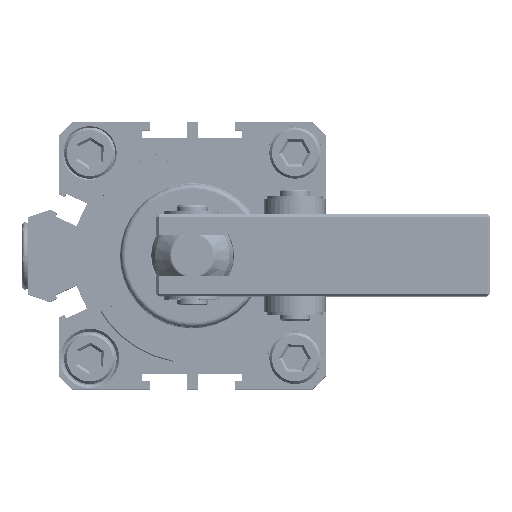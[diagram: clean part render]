
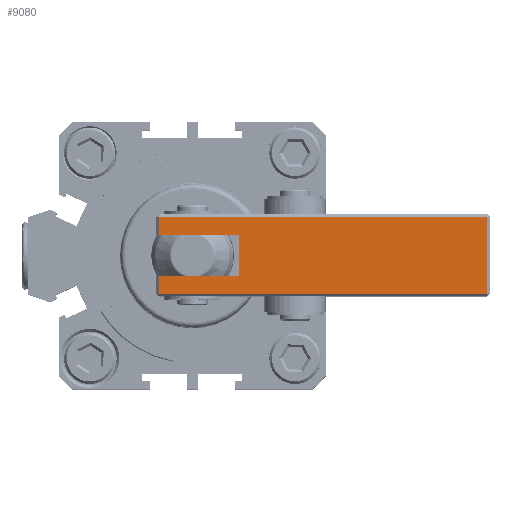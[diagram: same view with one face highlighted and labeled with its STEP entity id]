
A CAD part, top view. The second image highlights one B-rep face of the part: STEP entity #9080.
In plain terms, the highlighted planar face has unit normal (0, 0, 1).
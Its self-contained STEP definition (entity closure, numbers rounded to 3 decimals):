
#497 = VERTEX_POINT ( 'NONE', #2556 ) ;
#504 = VECTOR ( 'NONE', #31548, 1000. ) ;
#706 = LINE ( 'NONE', #36480, #1027 ) ;
#1027 = VECTOR ( 'NONE', #21010, 1000. ) ;
#1941 = VERTEX_POINT ( 'NONE', #34766 ) ;
#2296 = DIRECTION ( 'NONE',  ( 0., -1., 0. ) ) ;
#2317 = CARTESIAN_POINT ( 'NONE',  ( -9.477, -9.616, -56.907 ) ) ;
#2556 = CARTESIAN_POINT ( 'NONE',  ( 6.023, 1.884, -56.907 ) ) ;
#2790 = FACE_OUTER_BOUND ( 'NONE', #20464, .T. ) ;
#6111 = DIRECTION ( 'NONE',  ( 1., 0., 0. ) ) ;
#6311 = VECTOR ( 'NONE', #7918, 1000. ) ;
#6502 = LINE ( 'NONE', #39020, #6311 ) ;
#6993 = CARTESIAN_POINT ( 'NONE',  ( 6.023, -6.116, -56.907 ) ) ;
#7075 = EDGE_CURVE ( 'NONE', #27650, #16697, #39146, .T. ) ;
#7918 = DIRECTION ( 'NONE',  ( 1., 0., 0. ) ) ;
#9080 = ADVANCED_FACE ( 'NONE', ( #2790 ), #31365, .F. ) ;
#10298 = CARTESIAN_POINT ( 'NONE',  ( 6.023, -10.116, -56.907 ) ) ;
#10635 = VERTEX_POINT ( 'NONE', #6993 ) ;
#10992 = ORIENTED_EDGE ( 'NONE', *, *, #29565, .F. ) ;
#11539 = EDGE_CURVE ( 'NONE', #1941, #23354, #36062, .T. ) ;
#12556 = LINE ( 'NONE', #29568, #33246 ) ;
#14302 = EDGE_CURVE ( 'NONE', #16697, #1941, #6502, .T. ) ;
#15445 = CARTESIAN_POINT ( 'NONE',  ( -9.477, 5.384, -56.907 ) ) ;
#16658 = ORIENTED_EDGE ( 'NONE', *, *, #24534, .F. ) ;
#16697 = VERTEX_POINT ( 'NONE', #15445 ) ;
#17807 = ORIENTED_EDGE ( 'NONE', *, *, #7075, .F. ) ;
#18070 = ORIENTED_EDGE ( 'NONE', *, *, #11539, .F. ) ;
#19226 = VECTOR ( 'NONE', #41029, 1000. ) ;
#19907 = EDGE_CURVE ( 'NONE', #497, #27650, #706, .T. ) ;
#20066 = LINE ( 'NONE', #10298, #19226 ) ;
#20464 = EDGE_LOOP ( 'NONE', ( #32213, #16658, #34407, #10992, #30739, #18070, #48375, #17807 ) ) ;
#21010 = DIRECTION ( 'NONE',  ( -1., 0., 0. ) ) ;
#21927 = CARTESIAN_POINT ( 'NONE',  ( 54.523, -10.116, -56.907 ) ) ;
#23354 = VERTEX_POINT ( 'NONE', #24814 ) ;
#24534 = EDGE_CURVE ( 'NONE', #10635, #497, #20066, .T. ) ;
#24814 = CARTESIAN_POINT ( 'NONE',  ( 54.523, -9.616, -56.907 ) ) ;
#26032 = CARTESIAN_POINT ( 'NONE',  ( -9.477, 1.884, -56.907 ) ) ;
#27650 = VERTEX_POINT ( 'NONE', #26032 ) ;
#29565 = EDGE_CURVE ( 'NONE', #48209, #49628, #46315, .T. ) ;
#29568 = CARTESIAN_POINT ( 'NONE',  ( 55.023, -9.616, -56.907 ) ) ;
#30739 = ORIENTED_EDGE ( 'NONE', *, *, #34773, .T. ) ;
#31037 = DIRECTION ( 'NONE',  ( 0., 1., 0. ) ) ;
#31047 = DIRECTION ( 'NONE',  ( 0., 0., -1. ) ) ;
#31308 = CARTESIAN_POINT ( 'NONE',  ( -9.977, -10.116, -56.907 ) ) ;
#31365 = PLANE ( 'NONE',  #33963 ) ;
#31548 = DIRECTION ( 'NONE',  ( 1., 0., 0. ) ) ;
#31763 = CARTESIAN_POINT ( 'NONE',  ( -9.477, -6.116, -56.907 ) ) ;
#32213 = ORIENTED_EDGE ( 'NONE', *, *, #19907, .F. ) ;
#33246 = VECTOR ( 'NONE', #6111, 1000. ) ;
#33757 = EDGE_CURVE ( 'NONE', #49628, #10635, #44408, .T. ) ;
#33963 = AXIS2_PLACEMENT_3D ( 'NONE', #31308, #31047, #31037 ) ;
#34407 = ORIENTED_EDGE ( 'NONE', *, *, #33757, .F. ) ;
#34766 = CARTESIAN_POINT ( 'NONE',  ( 54.523, 5.384, -56.907 ) ) ;
#34773 = EDGE_CURVE ( 'NONE', #48209, #23354, #12556, .T. ) ;
#36062 = LINE ( 'NONE', #21927, #38110 ) ;
#36480 = CARTESIAN_POINT ( 'NONE',  ( -9.977, 1.884, -56.907 ) ) ;
#37279 = VECTOR ( 'NONE', #44360, 1000. ) ;
#37638 = VECTOR ( 'NONE', #48418, 1000. ) ;
#38110 = VECTOR ( 'NONE', #2296, 1000. ) ;
#39020 = CARTESIAN_POINT ( 'NONE',  ( -9.977, 5.384, -56.907 ) ) ;
#39146 = LINE ( 'NONE', #48531, #37638 ) ;
#41029 = DIRECTION ( 'NONE',  ( 0., 1., 0. ) ) ;
#44191 = CARTESIAN_POINT ( 'NONE',  ( -9.477, -10.116, -56.907 ) ) ;
#44360 = DIRECTION ( 'NONE',  ( 0., 1., 0. ) ) ;
#44408 = LINE ( 'NONE', #46915, #504 ) ;
#46315 = LINE ( 'NONE', #44191, #37279 ) ;
#46915 = CARTESIAN_POINT ( 'NONE',  ( -9.977, -6.116, -56.907 ) ) ;
#48209 = VERTEX_POINT ( 'NONE', #2317 ) ;
#48375 = ORIENTED_EDGE ( 'NONE', *, *, #14302, .F. ) ;
#48418 = DIRECTION ( 'NONE',  ( 0., 1., 0. ) ) ;
#48531 = CARTESIAN_POINT ( 'NONE',  ( -9.477, -10.116, -56.907 ) ) ;
#49628 = VERTEX_POINT ( 'NONE', #31763 ) ;
